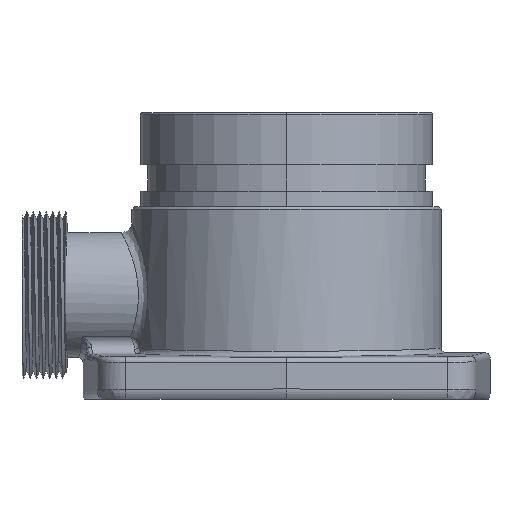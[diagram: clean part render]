
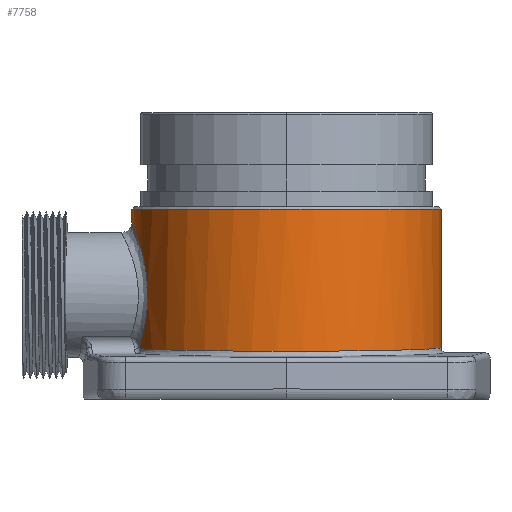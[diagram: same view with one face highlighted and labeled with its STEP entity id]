
A CAD part, left-side view. The second image highlights one B-rep face of the part: STEP entity #7758.
In plain terms, the highlighted cylindrical face has radius 47.228 mm (diameter 94.456 mm), a partial arc.
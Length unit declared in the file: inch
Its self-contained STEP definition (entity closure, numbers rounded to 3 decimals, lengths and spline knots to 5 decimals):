
#447=CARTESIAN_POINT('',(0.,-1.85937,0.68051));
#527=CARTESIAN_POINT('',(0.,-1.85937,0.68051));
#528=CARTESIAN_POINT('',(-0.04221,-1.85937,
0.67952));
#529=CARTESIAN_POINT('',(-0.13406,-1.85653,
0.67736));
#530=CARTESIAN_POINT('',(-0.29357,-1.83871,
0.67362));
#531=CARTESIAN_POINT('',(-0.47195,-1.80192,
0.66944));
#532=CARTESIAN_POINT('',(-0.66561,-1.7405,
0.6649));
#533=CARTESIAN_POINT('',(-0.86922,-1.64919,
0.66012));
#534=CARTESIAN_POINT('',(-1.07714,-1.5226,
0.65524));
#535=CARTESIAN_POINT('',(-1.27789,-1.35908,
0.65053));
#536=CARTESIAN_POINT('',(-1.45492,-1.16738,
0.64638));
#537=CARTESIAN_POINT('',(-1.60125,-0.95656,
0.64295));
#538=CARTESIAN_POINT('',(-1.71705,-0.72861,
0.64023));
#539=CARTESIAN_POINT('',(-1.80088,-0.4859,
0.63827));
#540=CARTESIAN_POINT('',(-1.85058,-0.23369,
0.6371));
#541=CARTESIAN_POINT('',(-1.86512,0.02264,
0.63676));
#542=CARTESIAN_POINT('',(-1.84436,0.27857,
0.63725));
#543=CARTESIAN_POINT('',(-1.78854,0.52952,
0.63856));
#544=CARTESIAN_POINT('',(-1.6989,0.76994,
0.64066));
#545=CARTESIAN_POINT('',(-1.57768,0.99499,
0.6435));
#546=CARTESIAN_POINT('',(-1.42579,1.20284,0.64706));
#547=CARTESIAN_POINT('',(-1.24401,1.39009,0.65133));
#548=CARTESIAN_POINT('',(-1.04091,1.54748,0.65609));
#549=CARTESIAN_POINT('',(-0.83167,1.66838,
0.661));
#550=CARTESIAN_POINT('',(-0.69542,1.72589,
0.6642));
#551=CARTESIAN_POINT('',(-0.6288,1.74982,
0.66576));
#561=CARTESIAN_POINT('',(-0.6288,1.74982,
0.66576));
#562=CARTESIAN_POINT('',(-0.62387,1.7516,
0.66588));
#563=CARTESIAN_POINT('',(-0.61433,1.75498,
0.66731));
#564=CARTESIAN_POINT('',(-0.60061,1.75972,
0.67301));
#565=CARTESIAN_POINT('',(-0.58868,1.76374,
0.68196));
#566=CARTESIAN_POINT('',(-0.58245,1.7658,
0.68953));
#567=CARTESIAN_POINT('',(-0.57974,1.76669,
0.69377));
#591=CARTESIAN_POINT('',(-0.57974,1.76669,
0.69377));
#606=CARTESIAN_POINT('',(0.,1.85937,2.18752));
#607=CARTESIAN_POINT('',(-0.03986,1.85937,2.18752));
#608=CARTESIAN_POINT('',(-0.11958,1.85683,2.18136));
#609=CARTESIAN_POINT('',(-0.23993,1.84513,2.1527));
#610=CARTESIAN_POINT('',(-0.35678,1.82606,2.10416));
#611=CARTESIAN_POINT('',(-0.46828,1.8006,2.03529));
#612=CARTESIAN_POINT('',(-0.57226,1.77012,1.94469));
#613=CARTESIAN_POINT('',(-0.66232,1.73813,1.83501));
#614=CARTESIAN_POINT('',(-0.73301,1.70921,1.7129));
#615=CARTESIAN_POINT('',(-0.78297,1.68667,1.58392));
#616=CARTESIAN_POINT('',(-0.81265,1.67243,1.4519));
#617=CARTESIAN_POINT('',(-0.82299,1.66732,1.31906));
#618=CARTESIAN_POINT('',(-0.81452,1.67151,1.18612));
#619=CARTESIAN_POINT('',(-0.78672,1.6849,1.05382));
#620=CARTESIAN_POINT('',(-0.73887,1.70667,
0.92448));
#621=CARTESIAN_POINT('',(-0.6696,1.73529,
0.80082));
#622=CARTESIAN_POINT('',(-0.61192,1.75613,
0.72811));
#623=CARTESIAN_POINT('',(-0.57974,1.76669,
0.69377));
#2929=CARTESIAN_POINT('',(0.,0.,2.34425));
#2930=DIRECTION('',(0.,0.,-1.));
#2931=DIRECTION('',(0.,-1.,0.));
#2932=AXIS2_PLACEMENT_3D('',#2929,#2930,#2931);
#2934=DIRECTION('',(0.,0.,-1.));
#2935=VECTOR('',#2934,0.15673);
#2936=CARTESIAN_POINT('',(0.,1.85938,2.34425));
#2937=LINE('',#2936,#2935);
#2938=DIRECTION('',(0.,0.,-1.));
#2939=VECTOR('',#2938,1.66374);
#2940=CARTESIAN_POINT('',(0.,-1.85938,2.34425));
#2941=LINE('',#2940,#2939);
#4293=VERTEX_POINT('',#591);
#4295=VERTEX_POINT('',#561);
#4316=CARTESIAN_POINT('',(0.,1.85937,2.1875));
#4317=VERTEX_POINT('',#4316);
#4318=VERTEX_POINT('',#447);
#4421=CARTESIAN_POINT('',(0.,-1.85938,2.34425));
#4422=CARTESIAN_POINT('',(0.,1.85938,2.34425));
#4423=VERTEX_POINT('',#4421);
#4424=VERTEX_POINT('',#4422);
#7743=CARTESIAN_POINT('',(0.,0.,0.));
#7744=DIRECTION('',(0.,0.,-1.));
#7745=DIRECTION('',(-1.,0.,0.));
#7746=AXIS2_PLACEMENT_3D('',#7743,#7744,#7745);
#7747=CYLINDRICAL_SURFACE('',#7746,1.85938);
#7748=ORIENTED_EDGE('',*,*,#7737,.F.);
#7750=ORIENTED_EDGE('',*,*,#7749,.T.);
#7751=ORIENTED_EDGE('',*,*,#5272,.T.);
#7752=ORIENTED_EDGE('',*,*,#5314,.T.);
#7753=ORIENTED_EDGE('',*,*,#5461,.F.);
#7755=ORIENTED_EDGE('',*,*,#7754,.F.);
#7756=EDGE_LOOP('',(#7748,#7750,#7751,#7752,#7753,#7755));
#7757=FACE_OUTER_BOUND('',#7756,.F.);
#7758=ADVANCED_FACE('',(#7757),#7747,.T.);
#552=B_SPLINE_CURVE_WITH_KNOTS('',3,(#527,#528,#529,#530,#531,#532,#533,#534,
#535,#536,#537,#538,#539,#540,#541,#542,#543,#544,#545,#546,#547,#548,#549,#550,
#551),.UNSPECIFIED.,.F.,.F.,(4,1,1,1,1,1,1,1,1,1,1,1,1,1,1,1,1,1,1,1,1,1,4),(
0.,0.04545,0.09091,0.13636,0.18182,
0.22727,0.27273,0.31818,0.36364,
0.40909,0.45455,0.5,0.54545,0.59091,
0.63636,0.68182,0.72727,0.77273,
0.81818,0.86364,0.90909,0.95455,1.),
.UNSPECIFIED.);
#568=B_SPLINE_CURVE_WITH_KNOTS('',3,(#561,#562,#563,#564,#565,#566,#567),
.UNSPECIFIED.,.F.,.F.,(4,1,1,1,4),(0.,0.25,0.5,0.75,1.),
.UNSPECIFIED.);
#624=B_SPLINE_CURVE_WITH_KNOTS('',3,(#606,#607,#608,#609,#610,#611,#612,#613,
#614,#615,#616,#617,#618,#619,#620,#621,#622,#623),.UNSPECIFIED.,.F.,.F.,(4,1,1,
1,1,1,1,1,1,1,1,1,1,1,1,4),(0.,0.06667,0.13333,0.2,
0.26667,0.33333,0.4,0.46667,0.53333,
0.6,0.66667,0.73333,0.8,0.86667,
0.93333,1.),.UNSPECIFIED.);
#2933=CIRCLE('',#2932,1.85938);
#5272=EDGE_CURVE('',#4318,#4295,#552,.T.);
#5314=EDGE_CURVE('',#4295,#4293,#568,.T.);
#5461=EDGE_CURVE('',#4317,#4293,#624,.T.);
#7737=EDGE_CURVE('',#4423,#4424,#2933,.T.);
#7749=EDGE_CURVE('',#4423,#4318,#2941,.T.);
#7754=EDGE_CURVE('',#4424,#4317,#2937,.T.);
